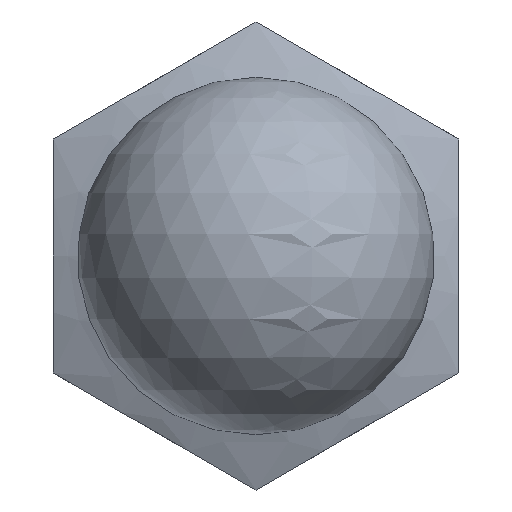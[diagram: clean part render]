
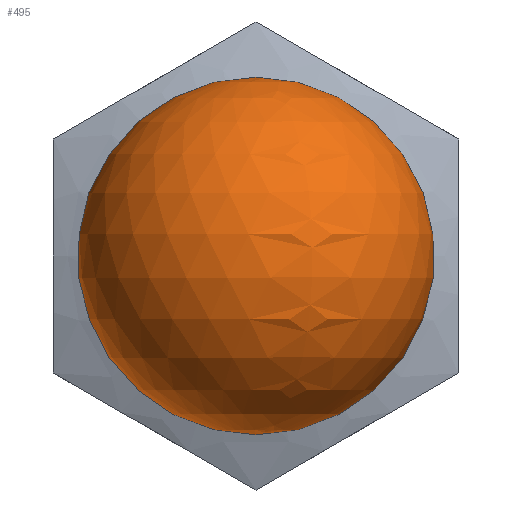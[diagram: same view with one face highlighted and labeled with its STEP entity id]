
A CAD part, front view. The second image highlights one B-rep face of the part: STEP entity #495.
In plain terms, the highlighted spherical face has radius 7.5 mm.
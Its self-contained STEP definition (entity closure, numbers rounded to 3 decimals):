
#27 = CIRCLE ( 'NONE', #163, 6. ) ;
#163 = AXIS2_PLACEMENT_3D ( 'NONE', #205, #203, #201 ) ;
#170 = AXIS2_PLACEMENT_3D ( 'NONE', #381, #382, #230 ) ;
#192 = SPHERICAL_SURFACE ( 'NONE', #170, 7.5 ) ;
#201 = DIRECTION ( 'NONE',  ( -1., 0., 0. ) ) ;
#203 = DIRECTION ( 'NONE',  ( 0., 1., 0. ) ) ;
#205 = CARTESIAN_POINT ( 'NONE',  ( 0., -10., 0. ) ) ;
#230 = DIRECTION ( 'NONE',  ( -1., 0., 0. ) ) ;
#371 = EDGE_LOOP ( 'NONE', ( #506 ) ) ;
#381 = CARTESIAN_POINT ( 'NONE',  ( 0., -14.5, 0. ) ) ;
#382 = DIRECTION ( 'NONE',  ( 0., 0., 1. ) ) ;
#422 = FACE_OUTER_BOUND ( 'NONE', #371, .T. ) ;
#460 = VERTEX_POINT ( 'NONE', #556 ) ;
#495 = ADVANCED_FACE ( 'NONE', ( #422 ), #192, .T. ) ;
#504 = EDGE_CURVE ( 'NONE', #460, #460, #27, .T. ) ;
#506 = ORIENTED_EDGE ( 'NONE', *, *, #504, .F. ) ;
#556 = CARTESIAN_POINT ( 'NONE',  ( -6., -10., 0. ) ) ;
